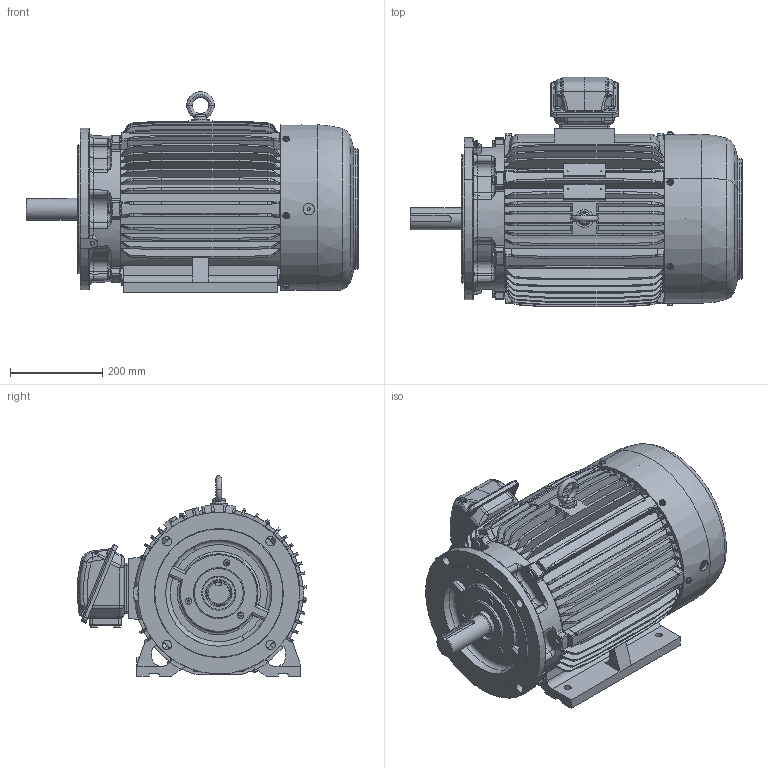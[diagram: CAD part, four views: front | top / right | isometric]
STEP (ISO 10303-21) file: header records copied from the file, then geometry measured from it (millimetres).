
FILE_DESCRIPTION(('CATIA V5 STEP Exchange'),'2;1');
FILE_NAME('286T-HV-DF_AllCATPart.stp','2012-08-29T11:12:05+00:00',('none'),('none'),'CATIA Version 5 Release 19 SP 9 (IN-10)','CATIA V5 STEP AP203','none');
FILE_SCHEMA(('CONFIG_CONTROL_DESIGN'));
Products named in the file (1): 286T-HV-DF_AllCATPart
Bounding box: 718.7 x 497.32 x 434 mm (x, y, z)
Volume: 16661081.3 mm3; surface area: 3247394.5 mm2
Topology: 45 solids, 45 shells, 3546 faces, 9480 edges, 6088 vertices
Faces by surface type: plane 1228, cylinder 910, torus 596, cone 493, bspline 278, sphere 29, revolution 8, extrusion 4
Entity records: 126931 total; most frequent: CARTESIAN_POINT 50094, ORIENTED_EDGE 18876, DIRECTION 10640, EDGE_CURVE 9438, VERTEX_POINT 6088, AXIS2_PLACEMENT_3D 5417, EDGE_LOOP 3866, ADVANCED_FACE 3546
